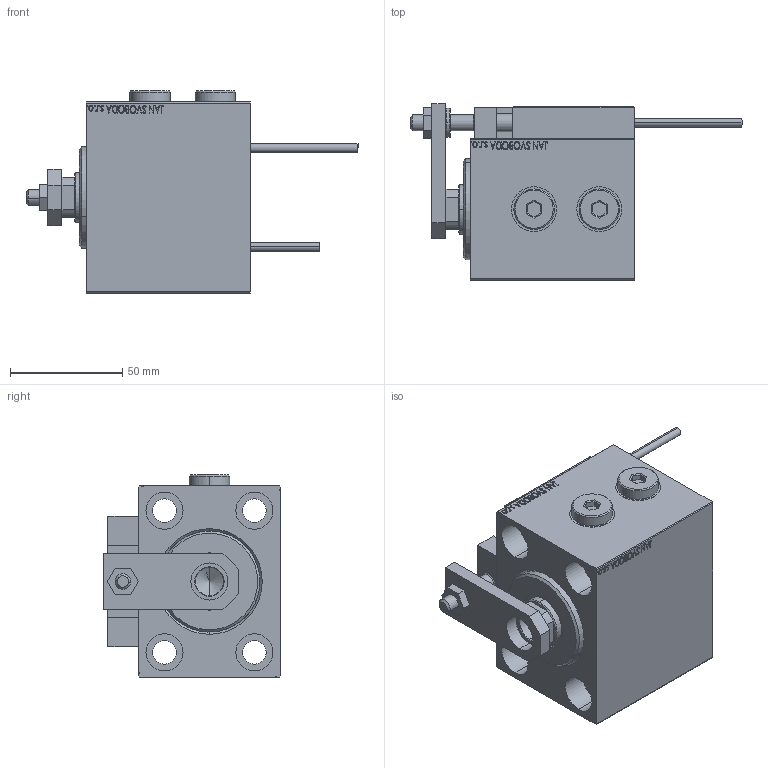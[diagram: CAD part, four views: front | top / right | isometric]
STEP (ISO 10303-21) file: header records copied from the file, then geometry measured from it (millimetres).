
FILE_DESCRIPTION (( 'STEP AP203' ), '1' );
FILE_NAME ('d327.STEP', '2024-02-13T00:20:41', ( '' ), ( '' ), 'SwSTEP 2.0', 'SolidWorks 2019', '' );
FILE_SCHEMA (( 'CONFIG_CONTROL_DESIGN' ));
Length unit declared in the file: millimetre
Products named in the file (16): MAGNET 14f1f0f609422e31a4bceda9f93f8321; SWITCH X 14f1f0f609422e31a4bceda9f93f8321; Zatka_OIL_PORT 14f1f0f609422e31a4bceda9f93f8321; SWITCH DIM B,W 14f1f0f609422e31a4bceda9f93f8321; ZARAZKA 14f1f0f609422e31a4bceda9f93f8321; TYC_L79 14f1f0f609422e31a4bceda9f93f8321; KONCOVKA 14f1f0f609422e31a4bceda9f93f8321; V450CM_C_Body 14f1f0f609422e31a4bceda9f93f8321; ALLEN BOLT D5 14f1f0f609422e31a4bceda9f93f8321; ALLEN BOLT D8 14f1f0f609422e31a4bceda9f93f8321; d327; V450CM_C_VCP 14f1f0f609422e31a4bceda9f93f8321; SWITCH_X_FRONT_BACK 14f1f0f609422e31a4bceda9f93f8321; NUT_D12 14f1f0f609422e31a4bceda9f93f8321; V450CM_VC_B 14f1f0f609422e31a4bceda9f93f8321; Block 14f1f0f609422e31a4bceda9f93f8321
Assembly tree (26 placements, depth 3):
  d327
    V450CM_C_Body 14f1f0f609422e31a4bceda9f93f8321
    SWITCH X 14f1f0f609422e31a4bceda9f93f8321
      SWITCH_X_FRONT_BACK 14f1f0f609422e31a4bceda9f93f8321  x2
      TYC_L79 14f1f0f609422e31a4bceda9f93f8321
      Block 14f1f0f609422e31a4bceda9f93f8321  x2
      ALLEN BOLT D5 14f1f0f609422e31a4bceda9f93f8321  x4
      ALLEN BOLT D8 14f1f0f609422e31a4bceda9f93f8321  x4
      MAGNET 14f1f0f609422e31a4bceda9f93f8321  x2
      KONCOVKA 14f1f0f609422e31a4bceda9f93f8321  x2
    NUT_D12 14f1f0f609422e31a4bceda9f93f8321
    SWITCH DIM B,W 14f1f0f609422e31a4bceda9f93f8321
    ZARAZKA 14f1f0f609422e31a4bceda9f93f8321
    V450CM_C_VCP 14f1f0f609422e31a4bceda9f93f8321
    V450CM_VC_B 14f1f0f609422e31a4bceda9f93f8321
    Zatka_OIL_PORT 14f1f0f609422e31a4bceda9f93f8321  x2
Bounding box: 147.7 x 78.5 x 89.9 mm (x, y, z)
Volume: 392224.5 mm3; surface area: 94487 mm2
Topology: 25 solids, 25 shells, 1334 faces, 3180 edges, 2031 vertices
Faces by surface type: plane 594, bspline 380, cylinder 202, cone 110, torus 44, sphere 4
Entity records: 51324 total; most frequent: CARTESIAN_POINT 26169, ORIENTED_EDGE 5300, DIRECTION 3626, EDGE_CURVE 2650, VERTEX_POINT 1731, VECTOR 1530, LINE 1530, EDGE_LOOP 1233
